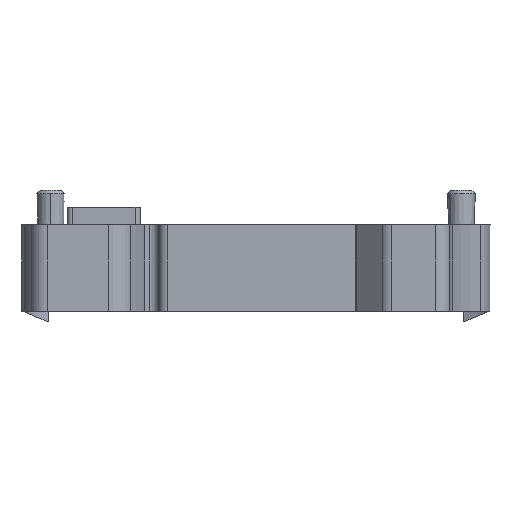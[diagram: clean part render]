
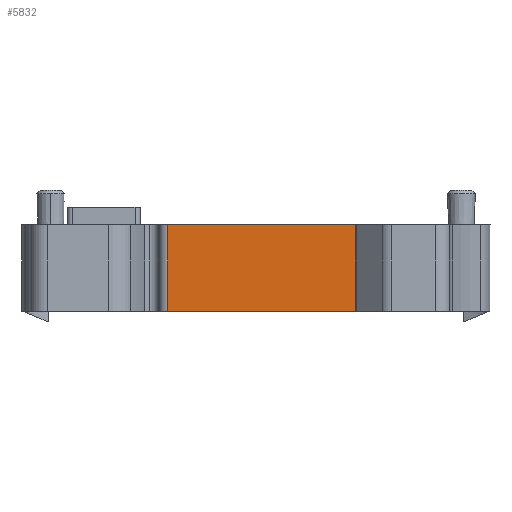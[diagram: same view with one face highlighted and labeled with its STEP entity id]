
A CAD part, front view. The second image highlights one B-rep face of the part: STEP entity #5832.
In plain terms, the highlighted planar face has unit normal (0, -1, 0).
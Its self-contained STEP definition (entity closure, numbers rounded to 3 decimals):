
#599 = CARTESIAN_POINT ( 'NONE',  ( -6.705, -1., 5. ) ) ;
#656 = VECTOR ( 'NONE', #5542, 1000. ) ;
#757 = FACE_OUTER_BOUND ( 'NONE', #1872, .T. ) ;
#787 = PLANE ( 'NONE',  #2427 ) ;
#1814 = VERTEX_POINT ( 'NONE', #3822 ) ;
#1872 = EDGE_LOOP ( 'NONE', ( #2099, #6394, #3649, #3415 ) ) ;
#2003 = DIRECTION ( 'NONE',  ( -1., 0., 0. ) ) ;
#2039 = CARTESIAN_POINT ( 'NONE',  ( -6.705, -1., 0. ) ) ;
#2080 = CARTESIAN_POINT ( 'NONE',  ( 6.332, -1., 5. ) ) ;
#2099 = ORIENTED_EDGE ( 'NONE', *, *, #2600, .F. ) ;
#2289 = EDGE_CURVE ( 'NONE', #2952, #3781, #4692, .T. ) ;
#2338 = VECTOR ( 'NONE', #7858, 1000. ) ;
#2427 = AXIS2_PLACEMENT_3D ( 'NONE', #2080, #6642, #2719 ) ;
#2600 = EDGE_CURVE ( 'NONE', #1814, #5653, #4103, .T. ) ;
#2719 = DIRECTION ( 'NONE',  ( -1., 0., 0. ) ) ;
#2952 = VERTEX_POINT ( 'NONE', #4291 ) ;
#3415 = ORIENTED_EDGE ( 'NONE', *, *, #6063, .F. ) ;
#3450 = DIRECTION ( 'NONE',  ( 0., 0., -1. ) ) ;
#3649 = ORIENTED_EDGE ( 'NONE', *, *, #2289, .F. ) ;
#3781 = VERTEX_POINT ( 'NONE', #6206 ) ;
#3822 = CARTESIAN_POINT ( 'NONE',  ( -5.105, -1., 5. ) ) ;
#3901 = LINE ( 'NONE', #6818, #656 ) ;
#4103 = LINE ( 'NONE', #599, #2338 ) ;
#4291 = CARTESIAN_POINT ( 'NONE',  ( 6.332, -1., 0. ) ) ;
#4692 = LINE ( 'NONE', #2039, #4887 ) ;
#4704 = LINE ( 'NONE', #7252, #4902 ) ;
#4887 = VECTOR ( 'NONE', #2003, 1000. ) ;
#4902 = VECTOR ( 'NONE', #3450, 1000. ) ;
#5184 = CARTESIAN_POINT ( 'NONE',  ( 6.332, -1., 5. ) ) ;
#5542 = DIRECTION ( 'NONE',  ( 0., 0., 1. ) ) ;
#5653 = VERTEX_POINT ( 'NONE', #5184 ) ;
#5832 = ADVANCED_FACE ( 'NONE', ( #757 ), #787, .F. ) ;
#6063 = EDGE_CURVE ( 'NONE', #5653, #2952, #4704, .T. ) ;
#6206 = CARTESIAN_POINT ( 'NONE',  ( -5.105, -1., 0. ) ) ;
#6239 = EDGE_CURVE ( 'NONE', #3781, #1814, #3901, .T. ) ;
#6394 = ORIENTED_EDGE ( 'NONE', *, *, #6239, .F. ) ;
#6642 = DIRECTION ( 'NONE',  ( 0., 1., 0. ) ) ;
#6818 = CARTESIAN_POINT ( 'NONE',  ( -5.105, -1., 5. ) ) ;
#7252 = CARTESIAN_POINT ( 'NONE',  ( 6.332, -1., 5. ) ) ;
#7858 = DIRECTION ( 'NONE',  ( 1., 0., 0. ) ) ;
